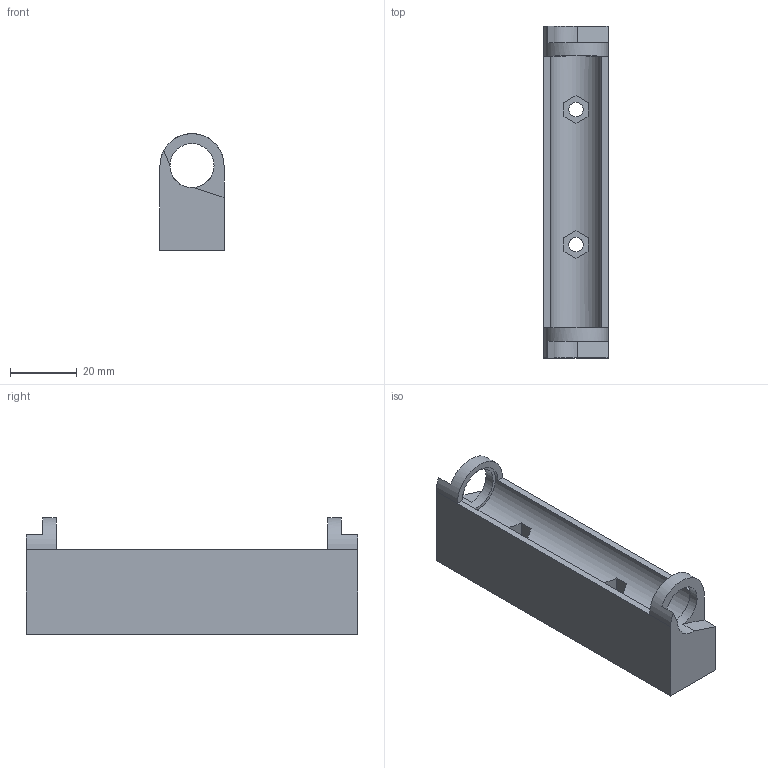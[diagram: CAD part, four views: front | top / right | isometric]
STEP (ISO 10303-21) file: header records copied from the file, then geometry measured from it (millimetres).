
FILE_DESCRIPTION(/* description */ (''),/* implementation_level */ '2;1');
FILE_NAME(/* name */ 'V05-06-01-02 - Inner spool holder mount part A.step',/* time_stamp */ '2021-09-11T22:45:08+03:00',/* author */ (''),/* organization */ (''),/* preprocessor_version */ 'ST-DEVELOPER v18.1',/* originating_system */ 'Autodesk Translation Framework v10.10.0.1391',/* authorisation */ '');
FILE_SCHEMA (('AUTOMOTIVE_DESIGN { 1 0 10303 214 3 1 1 }'));
Length unit declared in the file: millimetre
Products named in the file (1): V05-06-01-02 - Inner spool holder mount A
Bounding box: 19.2 x 99.5 x 35.01 mm (x, y, z)
Volume: 38710.4 mm3; surface area: 11978.4 mm2
Topology: 1 solids, 1 shells, 38 faces, 102 edges, 66 vertices
Faces by surface type: plane 31, cylinder 7
Full cylindrical faces by diameter (mm): 4.3 x2, 13.2 x2, 15.2 x1
Entity records: 1244 total; most frequent: DIRECTION 210, CARTESIAN_POINT 207, ORIENTED_EDGE 204, EDGE_CURVE 102, LINE 72, VECTOR 72, AXIS2_PLACEMENT_3D 69, VERTEX_POINT 66
